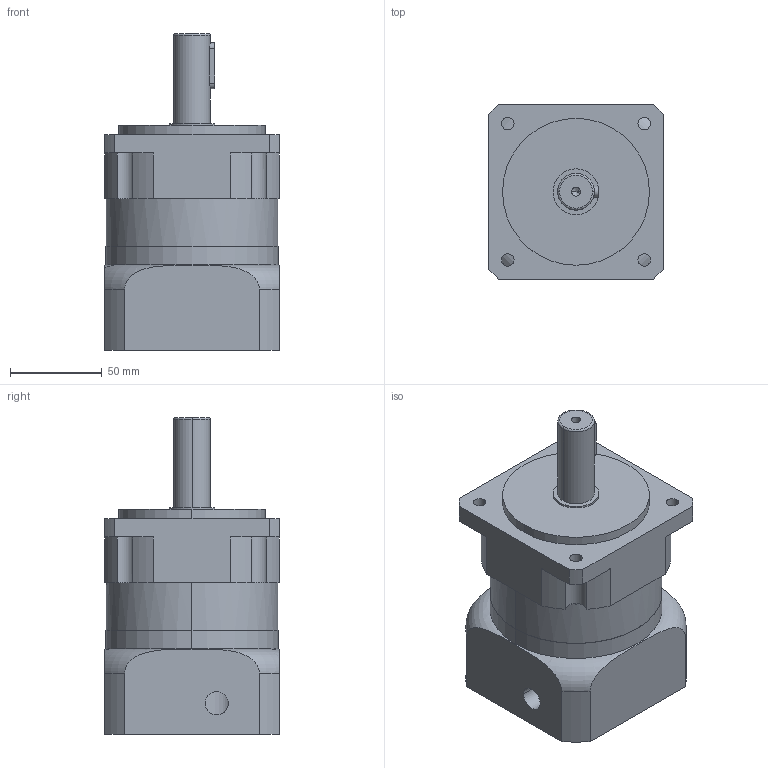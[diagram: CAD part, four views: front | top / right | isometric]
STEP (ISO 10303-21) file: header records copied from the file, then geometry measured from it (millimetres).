
FILE_DESCRIPTION (( 'STEP AP214' ), '1' );
FILE_NAME ('DH090-L1-XX-19-70-90-M6_2019.STEP', '2019-03-14T01:05:59', ( 'Y' ), ( 'NCU' ), 'SwSTEP 2.0', 'SolidWorks 2016', '' );
FILE_SCHEMA (( 'AUTOMOTIVE_DESIGN' ));
Length unit declared in the file: millimetre
Products named in the file (1): DH090-L1-XX-19-70-90-M6_2019
Bounding box: 95 x 95 x 172.5 mm (x, y, z)
Volume: 871306.3 mm3; surface area: 94088.6 mm2
Topology: 1 solids, 9 shells, 270 faces, 627 edges, 400 vertices
Faces by surface type: plane 125, cylinder 115, cone 26, torus 4
Entity records: 9257 total; most frequent: CARTESIAN_POINT 1990, DIRECTION 1402, ORIENTED_EDGE 1234, EDGE_CURVE 617, AXIS2_PLACEMENT_3D 532, VERTEX_POINT 400, LINE 338, VECTOR 338
